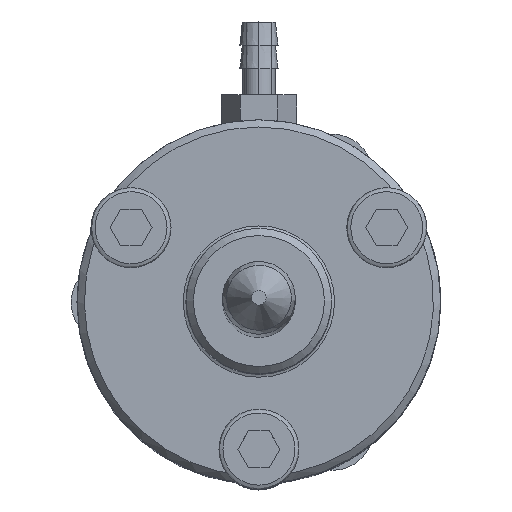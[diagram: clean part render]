
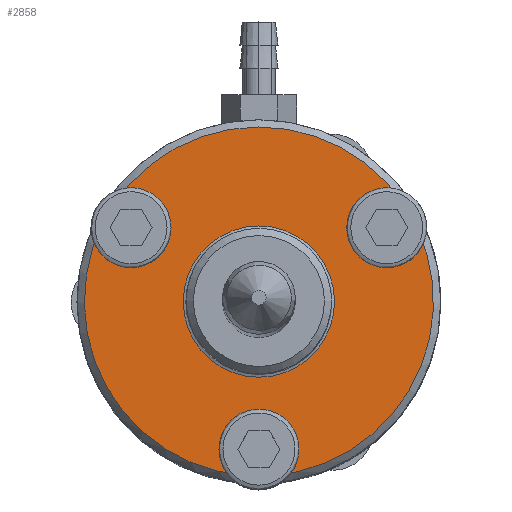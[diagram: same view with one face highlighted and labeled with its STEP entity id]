
A CAD part, top view. The second image highlights one B-rep face of the part: STEP entity #2858.
In plain terms, the highlighted face is planar.
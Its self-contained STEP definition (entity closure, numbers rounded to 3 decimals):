
#580=PLANE('',#12109);
#756=FACE_BOUND('',#4371,.T.);
#757=FACE_BOUND('',#4372,.T.);
#2858=ADVANCED_FACE('',(#756,#757),#580,.F.);
#4371=EDGE_LOOP('',(#8005));
#4372=EDGE_LOOP('',(#8006,#8007,#8008,#8009,#8010,#8011));
#5319=CIRCLE('',#12102,5.2);
#5320=CIRCLE('',#12103,2.);
#5321=CIRCLE('',#12104,12.);
#5322=CIRCLE('',#12105,2.);
#5323=CIRCLE('',#12106,12.);
#5324=CIRCLE('',#12107,2.);
#5325=CIRCLE('',#12108,12.);
#8005=ORIENTED_EDGE('',*,*,#10728,.T.);
#8006=ORIENTED_EDGE('',*,*,#10729,.T.);
#8007=ORIENTED_EDGE('',*,*,#10730,.T.);
#8008=ORIENTED_EDGE('',*,*,#10731,.T.);
#8009=ORIENTED_EDGE('',*,*,#10732,.T.);
#8010=ORIENTED_EDGE('',*,*,#10733,.T.);
#8011=ORIENTED_EDGE('',*,*,#10734,.T.);
#9272=VERTEX_POINT('',#18787);
#9273=VERTEX_POINT('',#18789);
#9274=VERTEX_POINT('',#18790);
#9275=VERTEX_POINT('',#18792);
#9276=VERTEX_POINT('',#18794);
#9277=VERTEX_POINT('',#18796);
#9278=VERTEX_POINT('',#18798);
#10728=EDGE_CURVE('',#9272,#9272,#5319,.T.);
#10729=EDGE_CURVE('',#9273,#9274,#5320,.T.);
#10730=EDGE_CURVE('',#9274,#9275,#5321,.T.);
#10731=EDGE_CURVE('',#9275,#9276,#5322,.T.);
#10732=EDGE_CURVE('',#9276,#9277,#5323,.T.);
#10733=EDGE_CURVE('',#9277,#9278,#5324,.T.);
#10734=EDGE_CURVE('',#9278,#9273,#5325,.T.);
#12102=AXIS2_PLACEMENT_3D('',#18786,#15294,#15295);
#12103=AXIS2_PLACEMENT_3D('',#18788,#15296,#15297);
#12104=AXIS2_PLACEMENT_3D('',#18791,#15298,#15299);
#12105=AXIS2_PLACEMENT_3D('',#18793,#15300,#15301);
#12106=AXIS2_PLACEMENT_3D('',#18795,#15302,#15303);
#12107=AXIS2_PLACEMENT_3D('',#18797,#15304,#15305);
#12108=AXIS2_PLACEMENT_3D('',#18799,#15306,#15307);
#12109=AXIS2_PLACEMENT_3D('',#18800,#15308,#15309);
#15294=DIRECTION('',(-1.,0.,0.));
#15295=DIRECTION('',(0.,0.,1.));
#15296=DIRECTION('',(-1.,0.,0.));
#15297=DIRECTION('',(0.,0.,1.));
#15298=DIRECTION('',(1.,0.,0.));
#15299=DIRECTION('',(0.,0.,1.));
#15300=DIRECTION('',(-1.,0.,0.));
#15301=DIRECTION('',(0.,0.,1.));
#15302=DIRECTION('',(1.,0.,0.));
#15303=DIRECTION('',(0.,0.,1.));
#15304=DIRECTION('',(-1.,0.,0.));
#15305=DIRECTION('',(0.,0.,1.));
#15306=DIRECTION('',(1.,0.,0.));
#15307=DIRECTION('',(0.,0.,1.));
#15308=DIRECTION('',(-1.,0.,0.));
#15309=DIRECTION('',(0.,0.,1.));
#18786=CARTESIAN_POINT('',(0.,0.,0.));
#18787=CARTESIAN_POINT('',(0.,0.,5.2));
#18788=CARTESIAN_POINT('',(0.,0.,10.147));
#18789=CARTESIAN_POINT('',(0.,0.818,11.972));
#18790=CARTESIAN_POINT('',(0.,-0.818,11.972));
#18791=CARTESIAN_POINT('',(0.,0.,0.));
#18792=CARTESIAN_POINT('',(0.,-10.903,-5.012));
#18793=CARTESIAN_POINT('',(0.,-8.903,-5.007));
#18794=CARTESIAN_POINT('',(0.,-9.947,-6.713));
#18795=CARTESIAN_POINT('',(0.,0.,0.));
#18796=CARTESIAN_POINT('',(0.,9.996,-6.639));
#18797=CARTESIAN_POINT('',(0.,8.672,-5.14));
#18798=CARTESIAN_POINT('',(0.,10.623,-5.582));
#18799=CARTESIAN_POINT('',(0.,0.,0.));
#18800=CARTESIAN_POINT('',(0.,0.,0.));
